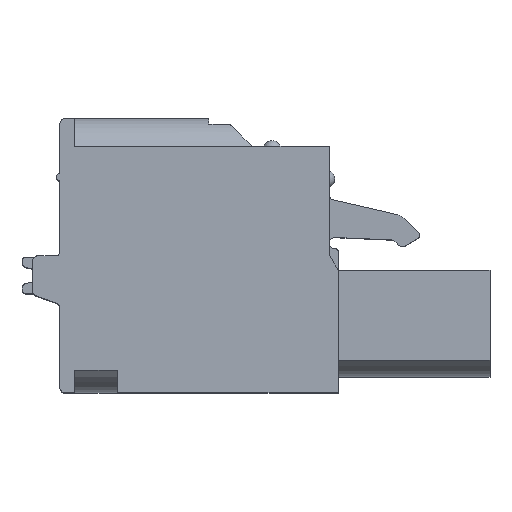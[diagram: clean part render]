
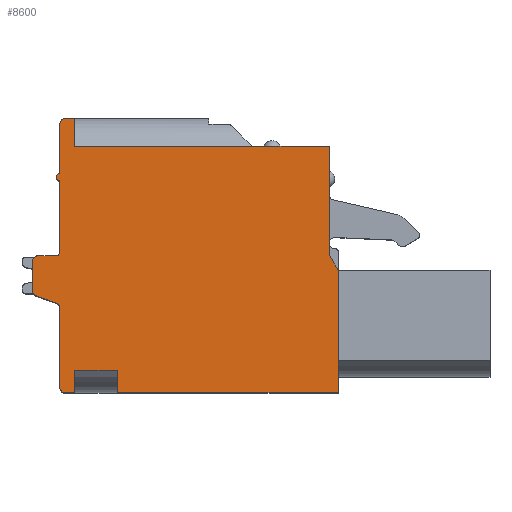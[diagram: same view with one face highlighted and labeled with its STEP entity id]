
A CAD part, top view. The second image highlights one B-rep face of the part: STEP entity #8600.
In plain terms, the highlighted face is planar.
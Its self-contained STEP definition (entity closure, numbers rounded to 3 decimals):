
#5480=CARTESIAN_POINT('',(32.321,14.548,-15.76));
#5490=VERTEX_POINT('',#5480);
#5520=CARTESIAN_POINT('',(32.321,10.214,-15.76));
#5530=DIRECTION('',(0.,1.,0.));
#5540=VECTOR('',#5530,1.);
#5550=LINE('',#5520,#5540);
#5560=CARTESIAN_POINT('',(32.321,10.214,-15.76));
#5570=VERTEX_POINT('',#5560);
#5580=EDGE_CURVE('',#5570,#5490,#5550,.T.);
#5910=CARTESIAN_POINT('',(32.021,10.214,-15.76));
#5920=DIRECTION('',(0.,0.,-1.));
#5930=DIRECTION('',(1.,0.,0.));
#5940=AXIS2_PLACEMENT_3D('',#5910,#5920,#5930);
#5950=CIRCLE('',#5940,0.3);
#5960=CARTESIAN_POINT('',(32.021,9.914,-15.76));
#5970=VERTEX_POINT('',#5960);
#5980=EDGE_CURVE('',#5570,#5970,#5950,.T.);
#6210=CARTESIAN_POINT('',(31.521,9.914,-15.76));
#6220=DIRECTION('',(1.,0.,0.));
#6230=VECTOR('',#6220,1.);
#6240=LINE('',#6210,#6230);
#6250=CARTESIAN_POINT('',(31.521,9.914,-15.76));
#6260=VERTEX_POINT('',#6250);
#6270=EDGE_CURVE('',#6260,#5970,#6240,.T.);
#6780=CARTESIAN_POINT('',(32.074,19.561,-15.76));
#6790=DIRECTION('',(0.,0.,1.));
#6800=DIRECTION('',(1.,0.,0.));
#6810=AXIS2_PLACEMENT_3D('',#6780,#6790,#6800);
#6820=PLANE('',#6810);
#6830=CARTESIAN_POINT('',(17.091,16.619,-15.76));
#6840=DIRECTION('',(0.5,0.866,0.));
#6850=VECTOR('',#6840,1.);
#6860=LINE('',#6830,#6850);
#6870=CARTESIAN_POINT('',(17.091,16.619,-15.76));
#6880=VERTEX_POINT('',#6870);
#6890=CARTESIAN_POINT('',(17.591,17.485,-15.76));
#6900=VERTEX_POINT('',#6890);
#6910=EDGE_CURVE('',#6880,#6900,#6860,.T.);
#6920=ORIENTED_EDGE('',*,*,#6910,.T.);
#6930=CARTESIAN_POINT('',(17.091,9.914,-15.76));
#6940=DIRECTION('',(0.,1.,0.));
#6950=VECTOR('',#6940,1.);
#6960=LINE('',#6930,#6950);
#6970=CARTESIAN_POINT('',(17.091,9.914,-15.76));
#6980=VERTEX_POINT('',#6970);
#6990=EDGE_CURVE('',#6980,#6880,#6960,.T.);
#7000=ORIENTED_EDGE('',*,*,#6990,.T.);
#7010=CARTESIAN_POINT('',(17.091,9.914,-15.76));
#7020=DIRECTION('',(1.,0.,0.));
#7030=VECTOR('',#7020,1.);
#7040=LINE('',#7010,#7030);
#7050=CARTESIAN_POINT('',(29.171,9.914,-15.76));
#7060=VERTEX_POINT('',#7050);
#7070=EDGE_CURVE('',#6980,#7060,#7040,.T.);
#7080=ORIENTED_EDGE('',*,*,#7070,.F.);
#7090=CARTESIAN_POINT('',(29.171,9.914,-15.76));
#7100=DIRECTION('',(0.,1.,0.));
#7110=VECTOR('',#7100,1.);
#7120=LINE('',#7090,#7110);
#7130=CARTESIAN_POINT('',(29.171,11.164,-15.76));
#7140=VERTEX_POINT('',#7130);
#7150=EDGE_CURVE('',#7060,#7140,#7120,.T.);
#7160=ORIENTED_EDGE('',*,*,#7150,.F.);
#7170=CARTESIAN_POINT('',(31.521,11.164,-15.76));
#7180=DIRECTION('',(-1.,0.,0.));
#7190=VECTOR('',#7180,1.);
#7200=LINE('',#7170,#7190);
#7210=CARTESIAN_POINT('',(31.521,11.164,-15.76));
#7220=VERTEX_POINT('',#7210);
#7230=EDGE_CURVE('',#7220,#7140,#7200,.T.);
#7240=ORIENTED_EDGE('',*,*,#7230,.T.);
#7250=CARTESIAN_POINT('',(31.521,11.164,-15.76));
#7260=DIRECTION('',(0.,-1.,0.));
#7270=VECTOR('',#7260,1.);
#7280=LINE('',#7250,#7270);
#7290=EDGE_CURVE('',#7220,#6260,#7280,.T.);
#7300=ORIENTED_EDGE('',*,*,#7290,.F.);
#7310=ORIENTED_EDGE('',*,*,#6270,.F.);
#7320=ORIENTED_EDGE('',*,*,#5980,.T.);
#7330=ORIENTED_EDGE('',*,*,#5580,.F.);
#7340=CARTESIAN_POINT('',(32.621,14.548,-15.76));
#7350=DIRECTION('',(0.,0.,1.));
#7360=DIRECTION('',(-0.423,0.906,0.));
#7370=AXIS2_PLACEMENT_3D('',#7340,#7350,#7360);
#7380=CIRCLE('',#7370,0.3);
#7390=CARTESIAN_POINT('',(32.494,14.82,-15.76));
#7400=VERTEX_POINT('',#7390);
#7410=EDGE_CURVE('',#7400,#5490,#7380,.T.);
#7420=ORIENTED_EDGE('',*,*,#7410,.T.);
#7430=CARTESIAN_POINT('',(33.647,15.232,-15.76));
#7440=DIRECTION('',(-0.942,-0.337,0.));
#7450=VECTOR('',#7440,1.);
#7460=LINE('',#7430,#7450);
#7470=CARTESIAN_POINT('',(33.647,15.232,-15.76));
#7480=VERTEX_POINT('',#7470);
#7490=EDGE_CURVE('',#7480,#7400,#7460,.T.);
#7500=ORIENTED_EDGE('',*,*,#7490,.T.);
#7510=CARTESIAN_POINT('',(33.521,15.504,-15.76));
#7520=DIRECTION('',(0.,0.,-1.));
#7530=DIRECTION('',(1.,0.,0.));
#7540=AXIS2_PLACEMENT_3D('',#7510,#7520,#7530);
#7550=CIRCLE('',#7540,0.3);
#7560=CARTESIAN_POINT('',(33.821,15.504,-15.76));
#7570=VERTEX_POINT('',#7560);
#7580=EDGE_CURVE('',#7570,#7480,#7550,.T.);
#7590=ORIENTED_EDGE('',*,*,#7580,.T.);
#7600=CARTESIAN_POINT('',(33.821,15.504,-15.76));
#7610=DIRECTION('',(0.,1.,0.));
#7620=VECTOR('',#7610,1.);
#7630=LINE('',#7600,#7620);
#7640=CARTESIAN_POINT('',(33.821,17.114,-15.76));
#7650=VERTEX_POINT('',#7640);
#7660=EDGE_CURVE('',#7570,#7650,#7630,.T.);
#7670=ORIENTED_EDGE('',*,*,#7660,.F.);
#7680=CARTESIAN_POINT('',(33.521,17.114,-15.76));
#7690=DIRECTION('',(0.,0.,-1.));
#7700=DIRECTION('',(0.,1.,0.));
#7710=AXIS2_PLACEMENT_3D('',#7680,#7690,#7700);
#7720=CIRCLE('',#7710,0.3);
#7730=CARTESIAN_POINT('',(33.521,17.414,-15.76));
#7740=VERTEX_POINT('',#7730);
#7750=EDGE_CURVE('',#7740,#7650,#7720,.T.);
#7760=ORIENTED_EDGE('',*,*,#7750,.T.);
#7770=CARTESIAN_POINT('',(32.521,17.414,-15.76));
#7780=DIRECTION('',(1.,0.,0.));
#7790=VECTOR('',#7780,1.);
#7800=LINE('',#7770,#7790);
#7810=CARTESIAN_POINT('',(32.521,17.414,-15.76));
#7820=VERTEX_POINT('',#7810);
#7830=EDGE_CURVE('',#7820,#7740,#7800,.T.);
#7840=ORIENTED_EDGE('',*,*,#7830,.T.);
#7850=CARTESIAN_POINT('',(32.521,17.614,-15.76));
#7860=DIRECTION('',(0.,0.,1.));
#7870=DIRECTION('',(-1.,0.,0.));
#7880=AXIS2_PLACEMENT_3D('',#7850,#7860,#7870);
#7890=CIRCLE('',#7880,0.2);
#7900=CARTESIAN_POINT('',(32.321,17.614,-15.76));
#7910=VERTEX_POINT('',#7900);
#7920=EDGE_CURVE('',#7910,#7820,#7890,.T.);
#7930=ORIENTED_EDGE('',*,*,#7920,.T.);
#7940=CARTESIAN_POINT('',(32.321,17.614,-15.76));
#7950=DIRECTION('',(0.,1.,0.));
#7960=VECTOR('',#7950,1.);
#7970=LINE('',#7940,#7960);
#7980=CARTESIAN_POINT('',(32.321,21.514,-15.76));
#7990=VERTEX_POINT('',#7980);
#8000=EDGE_CURVE('',#7910,#7990,#7970,.T.);
#8010=ORIENTED_EDGE('',*,*,#8000,.F.);
#8020=CARTESIAN_POINT('',(32.321,21.714,-15.76));
#8030=DIRECTION('',(0.,0.,-1.));
#8040=DIRECTION('',(0.,1.,0.));
#8050=AXIS2_PLACEMENT_3D('',#8020,#8030,#8040);
#8060=CIRCLE('',#8050,0.2);
#8070=CARTESIAN_POINT('',(32.321,21.914,-15.76));
#8080=VERTEX_POINT('',#8070);
#8090=EDGE_CURVE('',#8080,#7990,#8060,.T.);
#8100=ORIENTED_EDGE('',*,*,#8090,.T.);
#8110=CARTESIAN_POINT('',(32.321,21.914,-15.76));
#8120=DIRECTION('',(0.,1.,0.));
#8130=VECTOR('',#8120,1.);
#8140=LINE('',#8110,#8130);
#8150=CARTESIAN_POINT('',(32.321,24.614,-15.76));
#8160=VERTEX_POINT('',#8150);
#8170=EDGE_CURVE('',#8080,#8160,#8140,.T.);
#8180=ORIENTED_EDGE('',*,*,#8170,.F.);
#8190=CARTESIAN_POINT('',(32.021,24.614,-15.76));
#8200=DIRECTION('',(0.,0.,-1.));
#8210=DIRECTION('',(0.,1.,0.));
#8220=AXIS2_PLACEMENT_3D('',#8190,#8200,#8210);
#8230=CIRCLE('',#8220,0.3);
#8240=CARTESIAN_POINT('',(32.021,24.914,-15.76));
#8250=VERTEX_POINT('',#8240);
#8260=EDGE_CURVE('',#8250,#8160,#8230,.T.);
#8270=ORIENTED_EDGE('',*,*,#8260,.T.);
#8280=CARTESIAN_POINT('',(32.021,24.914,-15.76));
#8290=DIRECTION('',(-1.,0.,0.));
#8300=VECTOR('',#8290,1.);
#8310=LINE('',#8280,#8300);
#8320=CARTESIAN_POINT('',(31.521,24.914,-15.76));
#8330=VERTEX_POINT('',#8320);
#8340=EDGE_CURVE('',#8250,#8330,#8310,.T.);
#8350=ORIENTED_EDGE('',*,*,#8340,.F.);
#8360=CARTESIAN_POINT('',(31.521,23.414,-15.76));
#8370=DIRECTION('',(0.,1.,0.));
#8380=VECTOR('',#8370,1.);
#8390=LINE('',#8360,#8380);
#8400=CARTESIAN_POINT('',(31.521,23.414,-15.76));
#8410=VERTEX_POINT('',#8400);
#8420=EDGE_CURVE('',#8410,#8330,#8390,.T.);
#8430=ORIENTED_EDGE('',*,*,#8420,.T.);
#8440=CARTESIAN_POINT('',(31.521,23.414,-15.76));
#8450=DIRECTION('',(-1.,0.,0.));
#8460=VECTOR('',#8450,1.);
#8470=LINE('',#8440,#8460);
#8480=CARTESIAN_POINT('',(17.591,23.414,-15.76));
#8490=VERTEX_POINT('',#8480);
#8500=EDGE_CURVE('',#8410,#8490,#8470,.T.);
#8510=ORIENTED_EDGE('',*,*,#8500,.F.);
#8520=CARTESIAN_POINT('',(17.591,23.414,-15.76));
#8530=DIRECTION('',(0.,-1.,0.));
#8540=VECTOR('',#8530,1.);
#8550=LINE('',#8520,#8540);
#8560=EDGE_CURVE('',#8490,#6900,#8550,.T.);
#8570=ORIENTED_EDGE('',*,*,#8560,.F.);
#8580=EDGE_LOOP('',(#8570,#8510,#8430,#8350,#8270,#8180,#8100,#8010,
#7930,#7840,#7760,#7670,#7590,#7500,#7420,#7330,#7320,#7310,#7300,#7240,
#7160,#7080,#7000,#6920));
#8590=FACE_OUTER_BOUND('',#8580,.T.);
#8600=ADVANCED_FACE('',(#8590),#6820,.F.);
